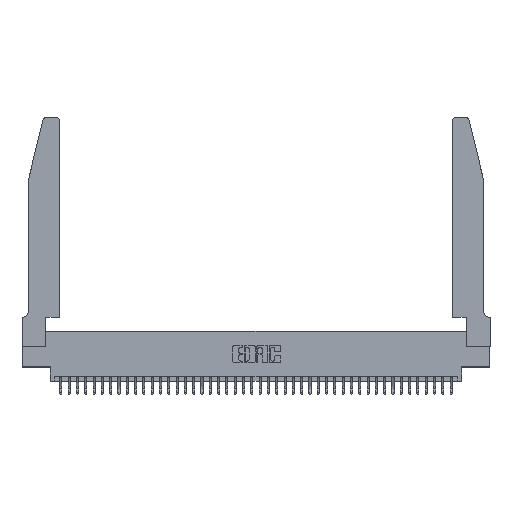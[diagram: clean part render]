
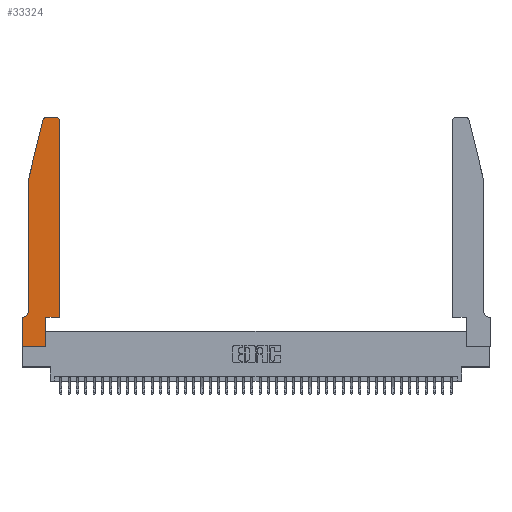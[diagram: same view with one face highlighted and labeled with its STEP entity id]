
A CAD part, top view. The second image highlights one B-rep face of the part: STEP entity #33324.
In plain terms, the highlighted planar face has unit normal (0, 0, 1).
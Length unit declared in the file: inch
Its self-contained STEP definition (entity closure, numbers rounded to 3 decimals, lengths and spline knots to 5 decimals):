
#227 = ORIENTED_EDGE ( 'NONE', *, *, #41237, .T. ) ;
#310 = LINE ( 'NONE', #11016, #16951 ) ;
#459 = LINE ( 'NONE', #23896, #16611 ) ;
#516 = VECTOR ( 'NONE', #40203, 39.37008 ) ;
#1165 = EDGE_LOOP ( 'NONE', ( #11969, #9365, #13638, #18550, #12933, #20405, #7191, #9487, #227, #37604, #36081, #33327 ) ) ;
#1773 = CARTESIAN_POINT ( 'NONE',  ( 0.2865, 0.35, 0.37 ) ) ;
#1799 = CARTESIAN_POINT ( 'NONE',  ( 0.284, 2.72, 0.37 ) ) ;
#1803 = VERTEX_POINT ( 'NONE', #41505 ) ;
#1890 = CARTESIAN_POINT ( 'NONE',  ( 0.284, 2.75, 0.37 ) ) ;
#2346 = VERTEX_POINT ( 'NONE', #32583 ) ;
#2366 = CARTESIAN_POINT ( 'NONE',  ( 0.4205, 2.75, 0.37 ) ) ;
#2737 = VERTEX_POINT ( 'NONE', #1890 ) ;
#2846 = DIRECTION ( 'NONE',  ( -1., 0., 0. ) ) ;
#2905 = EDGE_CURVE ( 'NONE', #20339, #21591, #17567, .T. ) ;
#2948 = AXIS2_PLACEMENT_3D ( 'NONE', #25286, #38178, #2846 ) ;
#2991 = EDGE_CURVE ( 'NONE', #21591, #2737, #41482, .T. ) ;
#3368 = CARTESIAN_POINT ( 'NONE',  ( 0., 0., 0.37 ) ) ;
#3552 = DIRECTION ( 'NONE',  ( 0., -1., 0. ) ) ;
#4666 = LINE ( 'NONE', #27730, #516 ) ;
#5060 = DIRECTION ( 'NONE',  ( 0., 1., 0. ) ) ;
#5926 = VECTOR ( 'NONE', #41887, 39.37008 ) ;
#6378 = VECTOR ( 'NONE', #22336, 39.37008 ) ;
#6694 = VERTEX_POINT ( 'NONE', #25441 ) ;
#7191 = ORIENTED_EDGE ( 'NONE', *, *, #17378, .T. ) ;
#8435 = EDGE_CURVE ( 'NONE', #6694, #40323, #459, .T. ) ;
#9365 = ORIENTED_EDGE ( 'NONE', *, *, #39291, .T. ) ;
#9487 = ORIENTED_EDGE ( 'NONE', *, *, #36460, .T. ) ;
#9574 = VERTEX_POINT ( 'NONE', #3368 ) ;
#10023 = CARTESIAN_POINT ( 'NONE',  ( 0.25487, 2.72718, 0.37 ) ) ;
#11016 = CARTESIAN_POINT ( 'NONE',  ( 0., 0., 0.37 ) ) ;
#11969 = ORIENTED_EDGE ( 'NONE', *, *, #2991, .T. ) ;
#12933 = ORIENTED_EDGE ( 'NONE', *, *, #36425, .T. ) ;
#13104 = CARTESIAN_POINT ( 'NONE',  ( 0.0755, 2., 0.37 ) ) ;
#13638 = ORIENTED_EDGE ( 'NONE', *, *, #38266, .T. ) ;
#14492 = CARTESIAN_POINT ( 'NONE',  ( 0.0755, 0.42, 0.37 ) ) ;
#14614 = DIRECTION ( 'NONE',  ( 0., 0., 1. ) ) ;
#14865 = CARTESIAN_POINT ( 'NONE',  ( 0.0755, 2., 0.37 ) ) ;
#16611 = VECTOR ( 'NONE', #36925, 39.37008 ) ;
#16951 = VECTOR ( 'NONE', #3552, 39.37008 ) ;
#17378 = EDGE_CURVE ( 'NONE', #40323, #9574, #310, .T. ) ;
#17567 = CIRCLE ( 'NONE', #33715, 0.03 ) ;
#18225 = VECTOR ( 'NONE', #36626, 39.37008 ) ;
#18495 = VECTOR ( 'NONE', #40495, 39.37008 ) ;
#18550 = ORIENTED_EDGE ( 'NONE', *, *, #21216, .T. ) ;
#19446 = VERTEX_POINT ( 'NONE', #20033 ) ;
#20033 = CARTESIAN_POINT ( 'NONE',  ( 0.2865, 0.35, 0.37 ) ) ;
#20339 = VERTEX_POINT ( 'NONE', #41197 ) ;
#20405 = ORIENTED_EDGE ( 'NONE', *, *, #8435, .T. ) ;
#21191 = EDGE_CURVE ( 'NONE', #19446, #1803, #30452, .T. ) ;
#21216 = EDGE_CURVE ( 'NONE', #29686, #25590, #4666, .T. ) ;
#21591 = VERTEX_POINT ( 'NONE', #2366 ) ;
#22057 = DIRECTION ( 'NONE',  ( 0., 0., 1. ) ) ;
#22064 = LINE ( 'NONE', #28703, #5926 ) ;
#22336 = DIRECTION ( 'NONE',  ( -0.239, -0.971, 0. ) ) ;
#22876 = DIRECTION ( 'NONE',  ( -1., 0., 0. ) ) ;
#23896 = CARTESIAN_POINT ( 'NONE',  ( 0.0755, 0.35, 0.37 ) ) ;
#24174 = CARTESIAN_POINT ( 'NONE',  ( 0.4505, 0.35, 0.37 ) ) ;
#24420 = DIRECTION ( 'NONE',  ( 1., 0., 0. ) ) ;
#25052 = DIRECTION ( 'NONE',  ( 1., 0., 0. ) ) ;
#25210 = AXIS2_PLACEMENT_3D ( 'NONE', #1799, #28116, #40735 ) ;
#25286 = CARTESIAN_POINT ( 'NONE',  ( 0.0055, 0.42, 0.37 ) ) ;
#25441 = CARTESIAN_POINT ( 'NONE',  ( 0.0055, 0.35, 0.37 ) ) ;
#25590 = VERTEX_POINT ( 'NONE', #14492 ) ;
#25626 = LINE ( 'NONE', #24174, #18495 ) ;
#25913 = FACE_OUTER_BOUND ( 'NONE', #1165, .T. ) ;
#26715 = CARTESIAN_POINT ( 'NONE',  ( 0., 0.35, 0.37 ) ) ;
#26868 = LINE ( 'NONE', #1773, #33466 ) ;
#27730 = CARTESIAN_POINT ( 'NONE',  ( 0.0755, 2., 0.37 ) ) ;
#28116 = DIRECTION ( 'NONE',  ( 0., 0., 1. ) ) ;
#28703 = CARTESIAN_POINT ( 'NONE',  ( 0., 0., 0.37 ) ) ;
#29686 = VERTEX_POINT ( 'NONE', #14865 ) ;
#29828 = CARTESIAN_POINT ( 'NONE',  ( 0., 0.35, 0.37 ) ) ;
#30452 = LINE ( 'NONE', #33414, #18225 ) ;
#30900 = EDGE_CURVE ( 'NONE', #1803, #20339, #25626, .T. ) ;
#32583 = CARTESIAN_POINT ( 'NONE',  ( 0.2865, 0., 0.37 ) ) ;
#33324 = ADVANCED_FACE ( 'NONE', ( #25913 ), #34066, .T. ) ;
#33327 = ORIENTED_EDGE ( 'NONE', *, *, #2905, .T. ) ;
#33414 = CARTESIAN_POINT ( 'NONE',  ( 0.4505, 0.35, 0.37 ) ) ;
#33466 = VECTOR ( 'NONE', #5060, 39.37008 ) ;
#33715 = AXIS2_PLACEMENT_3D ( 'NONE', #41528, #22057, #25052 ) ;
#34066 = PLANE ( 'NONE',  #39397 ) ;
#36081 = ORIENTED_EDGE ( 'NONE', *, *, #30900, .T. ) ;
#36339 = VECTOR ( 'NONE', #22876, 39.37008 ) ;
#36425 = EDGE_CURVE ( 'NONE', #25590, #6694, #36775, .T. ) ;
#36460 = EDGE_CURVE ( 'NONE', #9574, #2346, #22064, .T. ) ;
#36626 = DIRECTION ( 'NONE',  ( 1., 0., 0. ) ) ;
#36775 = CIRCLE ( 'NONE', #2948, 0.07 ) ;
#36925 = DIRECTION ( 'NONE',  ( -1., 0., 0. ) ) ;
#37604 = ORIENTED_EDGE ( 'NONE', *, *, #21191, .T. ) ;
#38178 = DIRECTION ( 'NONE',  ( 0., 0., -1. ) ) ;
#38266 = EDGE_CURVE ( 'NONE', #40307, #29686, #39751, .T. ) ;
#39291 = EDGE_CURVE ( 'NONE', #2737, #40307, #40213, .T. ) ;
#39343 = CARTESIAN_POINT ( 'NONE',  ( 0.2605, 2.75, 0.37 ) ) ;
#39397 = AXIS2_PLACEMENT_3D ( 'NONE', #26715, #14614, #24420 ) ;
#39751 = LINE ( 'NONE', #13104, #6378 ) ;
#40203 = DIRECTION ( 'NONE',  ( 0., -1., 0. ) ) ;
#40213 = CIRCLE ( 'NONE', #25210, 0.03 ) ;
#40307 = VERTEX_POINT ( 'NONE', #10023 ) ;
#40323 = VERTEX_POINT ( 'NONE', #29828 ) ;
#40495 = DIRECTION ( 'NONE',  ( 0., 1., 0. ) ) ;
#40735 = DIRECTION ( 'NONE',  ( 1., 0., 0. ) ) ;
#41197 = CARTESIAN_POINT ( 'NONE',  ( 0.4505, 2.72, 0.37 ) ) ;
#41237 = EDGE_CURVE ( 'NONE', #2346, #19446, #26868, .T. ) ;
#41482 = LINE ( 'NONE', #39343, #36339 ) ;
#41505 = CARTESIAN_POINT ( 'NONE',  ( 0.4505, 0.35, 0.37 ) ) ;
#41528 = CARTESIAN_POINT ( 'NONE',  ( 0.4205, 2.72, 0.37 ) ) ;
#41887 = DIRECTION ( 'NONE',  ( 1., 0., 0. ) ) ;
